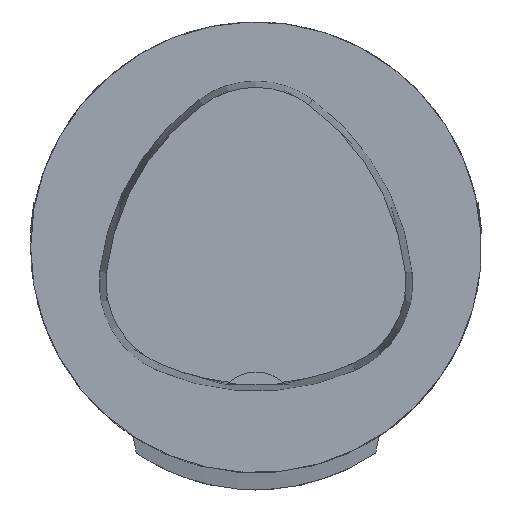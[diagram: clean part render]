
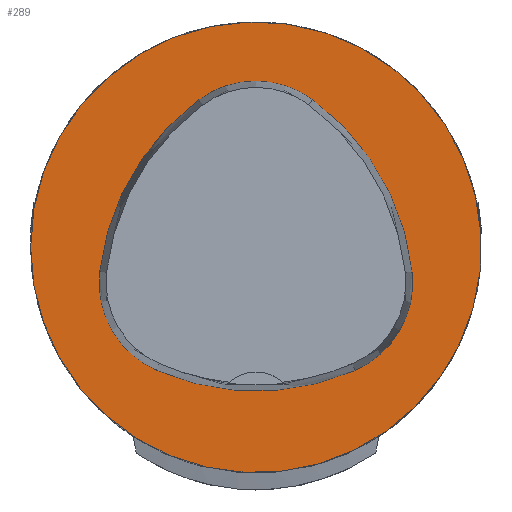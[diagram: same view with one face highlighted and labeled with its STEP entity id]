
A CAD part, top view. The second image highlights one B-rep face of the part: STEP entity #289.
In plain terms, the highlighted planar face has unit normal (0, 0, 1).
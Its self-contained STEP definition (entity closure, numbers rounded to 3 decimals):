
#289=ADVANCED_FACE('',(#710,#711),#364,.T.);
#364=PLANE('',#1959);
#710=FACE_BOUND('',#759,.T.);
#711=FACE_BOUND('',#760,.T.);
#759=EDGE_LOOP('',(#1047,#1048,#1049,#1050,#1051,#1052));
#760=EDGE_LOOP('',(#1053));
#1047=ORIENTED_EDGE('',*,*,#1628,.T.);
#1048=ORIENTED_EDGE('',*,*,#1608,.T.);
#1049=ORIENTED_EDGE('',*,*,#1612,.T.);
#1050=ORIENTED_EDGE('',*,*,#1615,.T.);
#1051=ORIENTED_EDGE('',*,*,#1618,.T.);
#1052=ORIENTED_EDGE('',*,*,#1626,.T.);
#1053=ORIENTED_EDGE('',*,*,#1597,.F.);
#1406=VERTEX_POINT('',#2917);
#1416=VERTEX_POINT('',#2950);
#1417=VERTEX_POINT('',#2951);
#1420=VERTEX_POINT('',#2959);
#1422=VERTEX_POINT('',#2965);
#1424=VERTEX_POINT('',#2971);
#1431=VERTEX_POINT('',#2992);
#1597=EDGE_CURVE('',#1406,#1406,#1749,.T.);
#1608=EDGE_CURVE('',#1416,#1417,#1750,.T.);
#1612=EDGE_CURVE('',#1417,#1420,#1752,.T.);
#1615=EDGE_CURVE('',#1420,#1422,#1754,.T.);
#1618=EDGE_CURVE('',#1422,#1424,#1756,.T.);
#1626=EDGE_CURVE('',#1424,#1431,#1760,.T.);
#1628=EDGE_CURVE('',#1431,#1416,#1762,.T.);
#1749=CIRCLE('',#1930,40.);
#1750=CIRCLE('',#1937,44.);
#1752=CIRCLE('',#1940,17.);
#1754=CIRCLE('',#1943,44.);
#1756=CIRCLE('',#1946,17.);
#1760=CIRCLE('',#1951,44.);
#1762=CIRCLE('',#1954,17.);
#1930=AXIS2_PLACEMENT_3D('',#2916,#2254,#2255);
#1937=AXIS2_PLACEMENT_3D('',#2949,#2272,#2273);
#1940=AXIS2_PLACEMENT_3D('',#2958,#2280,#2281);
#1943=AXIS2_PLACEMENT_3D('',#2964,#2287,#2288);
#1946=AXIS2_PLACEMENT_3D('',#2970,#2294,#2295);
#1951=AXIS2_PLACEMENT_3D('',#2993,#2306,#2307);
#1954=AXIS2_PLACEMENT_3D('',#2996,#2312,#2313);
#1959=AXIS2_PLACEMENT_3D('',#3001,#2322,#2323);
#2254=DIRECTION('',(0.,0.,-1.));
#2255=DIRECTION('',(-1.,0.,0.));
#2272=DIRECTION('',(0.,0.,-1.));
#2273=DIRECTION('',(-1.,0.,0.));
#2280=DIRECTION('',(0.,0.,-1.));
#2281=DIRECTION('',(-1.,0.,0.));
#2287=DIRECTION('',(0.,0.,-1.));
#2288=DIRECTION('',(-1.,0.,0.));
#2294=DIRECTION('',(0.,0.,-1.));
#2295=DIRECTION('',(-1.,0.,0.));
#2306=DIRECTION('',(0.,0.,-1.));
#2307=DIRECTION('',(-1.,0.,0.));
#2312=DIRECTION('',(0.,0.,-1.));
#2313=DIRECTION('',(-1.,0.,0.));
#2322=DIRECTION('',(0.,0.,1.));
#2323=DIRECTION('',(1.,0.,0.));
#2916=CARTESIAN_POINT('',(0.,0.,0.));
#2917=CARTESIAN_POINT('',(-40.,0.,0.));
#2949=CARTESIAN_POINT('',(16.01,-9.224,0.));
#2950=CARTESIAN_POINT('',(-27.722,-4.378,0.));
#2951=CARTESIAN_POINT('',(-10.119,26.178,0.));
#2958=CARTESIAN_POINT('',(-0.023,12.5,0.));
#2959=CARTESIAN_POINT('',(10.049,26.194,0.));
#2964=CARTESIAN_POINT('',(-16.021,-9.25,0.));
#2965=CARTESIAN_POINT('',(27.71,-4.394,0.));
#2970=CARTESIAN_POINT('',(10.814,-6.27,0.));
#2971=CARTESIAN_POINT('',(17.611,-21.852,0.));
#2992=CARTESIAN_POINT('',(-17.652,-21.819,0.));
#2993=CARTESIAN_POINT('',(0.017,18.477,0.));
#2996=CARTESIAN_POINT('',(-10.825,-6.25,0.));
#3001=CARTESIAN_POINT('',(0.,0.,0.));
